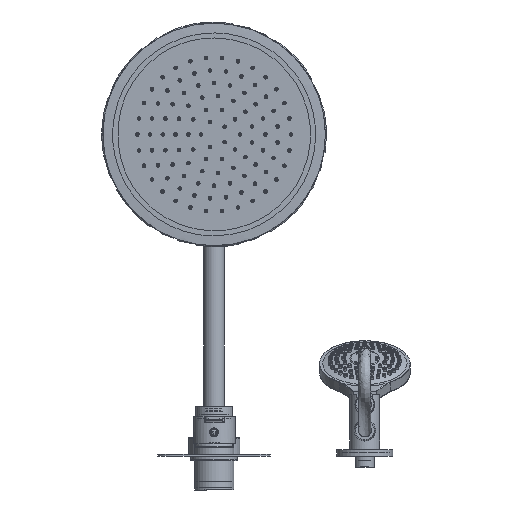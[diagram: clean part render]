
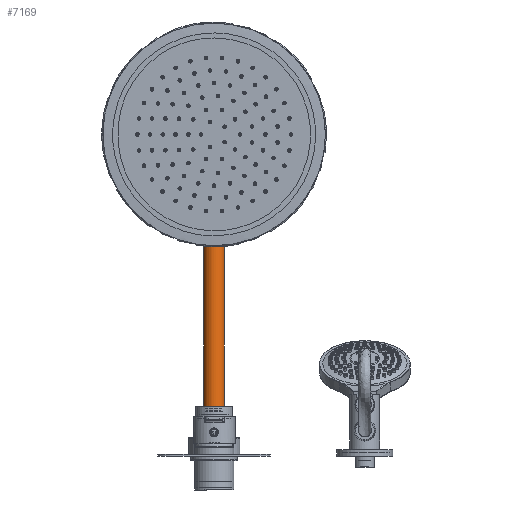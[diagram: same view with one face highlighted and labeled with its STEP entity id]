
A CAD part, front view. The second image highlights one B-rep face of the part: STEP entity #7169.
In plain terms, the highlighted cylindrical face has radius 11 mm (diameter 22 mm), a full revolution.
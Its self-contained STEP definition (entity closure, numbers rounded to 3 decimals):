
#1262 = DIRECTION ( 'NONE',  ( 1., 0., 0. ) ) ;
#3174 = FACE_OUTER_BOUND ( 'NONE', #15842, .T. ) ;
#3686 = DIRECTION ( 'NONE',  ( -1., 0., 0. ) ) ;
#3788 = EDGE_LOOP ( 'NONE', ( #26136 ) ) ;
#6730 = ORIENTED_EDGE ( 'NONE', *, *, #13262, .F. ) ;
#7169 = ADVANCED_FACE ( 'NONE', ( #15319, #3174 ), #8458, .T. ) ;
#8458 = CYLINDRICAL_SURFACE ( 'NONE', #19565, 11. ) ;
#10917 = VERTEX_POINT ( 'NONE', #27452 ) ;
#11417 = CARTESIAN_POINT ( 'NONE',  ( -11., 725.603, 852.325 ) ) ;
#11543 = AXIS2_PLACEMENT_3D ( 'NONE', #16496, #32046, #3686 ) ;
#11566 = CARTESIAN_POINT ( 'NONE',  ( 0., 725.603, 1135.825 ) ) ;
#13262 = EDGE_CURVE ( 'NONE', #10917, #10917, #26296, .T. ) ;
#15319 = FACE_OUTER_BOUND ( 'NONE', #3788, .T. ) ;
#15842 = EDGE_LOOP ( 'NONE', ( #6730 ) ) ;
#16496 = CARTESIAN_POINT ( 'NONE',  ( 0., 725.603, 852.325 ) ) ;
#18962 = CARTESIAN_POINT ( 'NONE',  ( 0., 725.603, 1135.825 ) ) ;
#19405 = DIRECTION ( 'NONE',  ( 0., 0., 1. ) ) ;
#19565 = AXIS2_PLACEMENT_3D ( 'NONE', #18962, #32229, #32351 ) ;
#21167 = VERTEX_POINT ( 'NONE', #11417 ) ;
#25831 = CIRCLE ( 'NONE', #11543, 11. ) ;
#26136 = ORIENTED_EDGE ( 'NONE', *, *, #27566, .F. ) ;
#26296 = CIRCLE ( 'NONE', #33576, 11. ) ;
#27452 = CARTESIAN_POINT ( 'NONE',  ( 11., 725.603, 1135.825 ) ) ;
#27566 = EDGE_CURVE ( 'NONE', #21167, #21167, #25831, .T. ) ;
#32046 = DIRECTION ( 'NONE',  ( 0., 0., -1. ) ) ;
#32229 = DIRECTION ( 'NONE',  ( 0., 0., -1. ) ) ;
#32351 = DIRECTION ( 'NONE',  ( -1., 0., 0. ) ) ;
#33576 = AXIS2_PLACEMENT_3D ( 'NONE', #11566, #19405, #1262 ) ;
